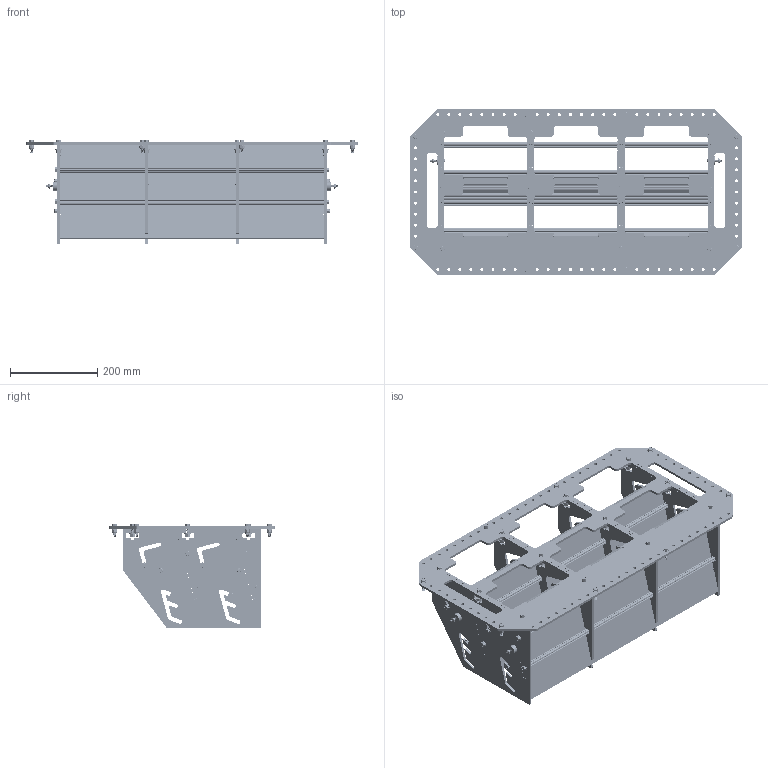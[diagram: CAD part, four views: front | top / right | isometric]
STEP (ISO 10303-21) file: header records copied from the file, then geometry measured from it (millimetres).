
FILE_DESCRIPTION (( 'STEP AP214' ), '1' );
FILE_NAME ('am-5676 EveryPit Battery Holder.STEP', '2025-10-06T13:36:19', ( '' ), ( '' ), 'SwSTEP 2.0', 'SolidWorks 2024', '' );
FILE_SCHEMA (( 'AUTOMOTIVE_DESIGN' ));
Length unit declared in the file: inch
Products named in the file (13): am-5676_divider EveryPit Divider Plate; am-4535-375 5mm Hex x 375IN Spacer; am-1182 HHCS 14-20 x 1000_am-1182 HHCS 14-20 x 1000; am-3101-2 24IN Churro_23.875 As Cut Condition; am-5676_baseplate EveryPit Base Plate; am-5676_faceplate EveryPit Face Plate; am-1260 10-32 x 1250 BHCS_am-1260 10-32 x 1250 BHCS; am-1015 14-20 Nylock Nut_am-1015 14-20 Nylock Nut; am-5676 EveryPit Battery Holder; am-3424 Spacer, Aluminium 5-16OD x 257ID x 25T; am-1027 0.25IN Flat Washer; am-5676_endplate EveryPit End Plate; am-1063 10-32 Nylock Jam Nut_am-1063 10-32 Nylock Jam Nut
Assembly tree (103 placements, depth 2):
  am-5676 EveryPit Battery Holder
    am-5676_baseplate EveryPit Base Plate  x2
    am-5676_divider EveryPit Divider Plate  x2
    am-5676_endplate EveryPit End Plate  x2
    am-5676_faceplate EveryPit Face Plate
    am-1182 HHCS 14-20 x 1000_am-1182 HHCS 14-20 x 1000  x36
    am-3101-2 24IN Churro_23.875 As Cut Condition  x8
    am-3424 Spacer, Aluminium 5-16OD x 257ID x 25T  x8
    am-1015 14-20 Nylock Nut_am-1015 14-20 Nylock Nut  x20
    am-1027 0.25IN Flat Washer  x12
    am-4535-375 5mm Hex x 375IN Spacer  x4
    am-1260 10-32 x 1250 BHCS_am-1260 10-32 x 1250 BHCS  x4
    am-1063 10-32 Nylock Jam Nut_am-1063 10-32 Nylock Jam Nut  x4
Bounding box: 762 x 381 x 240.28 mm (x, y, z)
Volume: 4133573.4 mm3; surface area: 1875560.2 mm2
Topology: 127 solids, 127 shells, 21668 faces, 51034 edges, 29784 vertices
Faces by surface type: bspline 10380, cylinder 6984, plane 2792, cone 1336, torus 168, sphere 8
Entity records: 82490 total; most frequent: CARTESIAN_POINT 38602, ORIENTED_EDGE 9574, DIRECTION 8300, EDGE_CURVE 4787, AXIS2_PLACEMENT_3D 3151, VERTEX_POINT 3045, EDGE_LOOP 2036, VECTOR 1998
